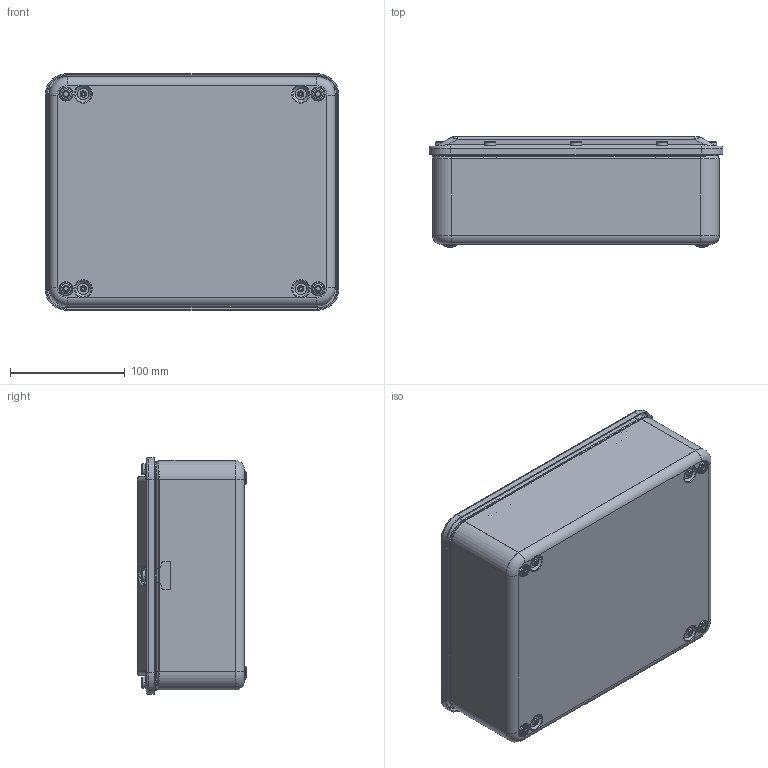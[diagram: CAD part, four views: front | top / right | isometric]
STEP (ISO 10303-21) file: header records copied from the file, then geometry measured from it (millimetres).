
FILE_DESCRIPTION(('STEP AP242'),'1');
FILE_NAME('nsydbn2520.stp','2019-12-24T15:47:19',('TraceParts'),('TraceParts S.A.'),'Spatial InterOp 3D',' ',' ');
FILE_SCHEMA(('AP242_MANAGED_MODEL_BASED_3D_ENGINEERING_MIM_LF {1 0 10303 442 1 1 4}'));
Length unit declared in the file: millimetre
Products named in the file (1): nsydbn2520_1
Bounding box: 256.5 x 95.88 x 206.5 mm (x, y, z)
Volume: 200791.1 mm3; surface area: 401217.2 mm2
Topology: 39 solids, 39 shells, 1070 faces, 2434 edges, 1468 vertices
Faces by surface type: cylinder 320, plane 290, torus 272, cone 128, bspline 60
Entity records: 33809 total; most frequent: CARTESIAN_POINT 9059, DIRECTION 5704, ORIENTED_EDGE 4852, AXIS2_PLACEMENT_3D 2437, EDGE_CURVE 2426, VERTEX_POINT 1468, CIRCLE 1388, EDGE_LOOP 1178
